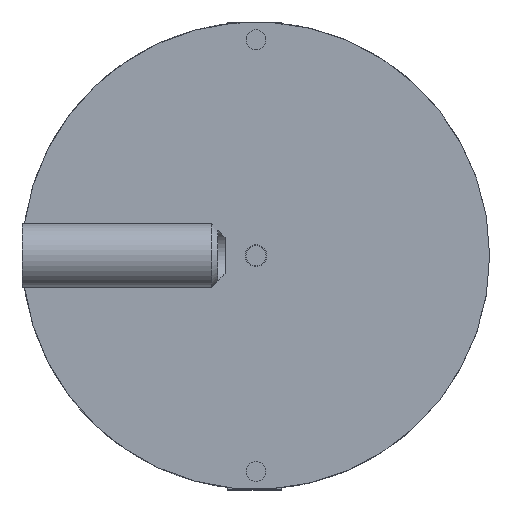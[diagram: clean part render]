
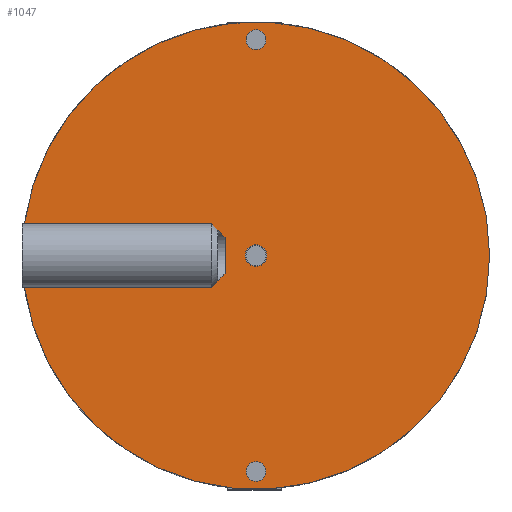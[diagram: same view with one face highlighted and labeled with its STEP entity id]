
A CAD part, top view. The second image highlights one B-rep face of the part: STEP entity #1047.
In plain terms, the highlighted planar face has unit normal (0, 0, 1).
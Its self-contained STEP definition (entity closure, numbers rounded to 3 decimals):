
#75=FACE_BOUND('',#204,.T.);
#76=FACE_BOUND('',#205,.T.);
#77=FACE_BOUND('',#206,.T.);
#101=PLANE('',#1121);
#138=FACE_OUTER_BOUND('',#203,.T.);
#203=EDGE_LOOP('',(#782,#783,#784,#785,#786,#787,#788));
#204=EDGE_LOOP('',(#789));
#205=EDGE_LOOP('',(#790));
#206=EDGE_LOOP('',(#791));
#268=LINE('',#1444,#347);
#273=LINE('',#1488,#352);
#277=LINE('',#1532,#356);
#284=LINE('',#1550,#363);
#286=LINE('',#1556,#365);
#347=VECTOR('',#1201,10.);
#352=VECTOR('',#1208,10.);
#356=VECTOR('',#1226,10.);
#363=VECTOR('',#1243,10.);
#365=VECTOR('',#1251,10.);
#433=CIRCLE('',#1122,92.399);
#434=CIRCLE('',#1123,92.399);
#435=CIRCLE('',#1124,3.94);
#436=CIRCLE('',#1125,4.3);
#437=CIRCLE('',#1126,3.94);
#466=VERTEX_POINT('',#1441);
#467=VERTEX_POINT('',#1443);
#472=VERTEX_POINT('',#1485);
#473=VERTEX_POINT('',#1487);
#478=VERTEX_POINT('',#1535);
#480=VERTEX_POINT('',#1541);
#484=VERTEX_POINT('',#1560);
#485=VERTEX_POINT('',#1563);
#486=VERTEX_POINT('',#1565);
#487=VERTEX_POINT('',#1567);
#566=EDGE_CURVE('',#466,#467,#268,.F.);
#573=EDGE_CURVE('',#472,#473,#273,.F.);
#583=EDGE_CURVE('',#466,#473,#277,.T.);
#592=EDGE_CURVE('',#472,#478,#284,.T.);
#595=EDGE_CURVE('',#480,#467,#286,.T.);
#597=EDGE_CURVE('',#478,#484,#433,.T.);
#598=EDGE_CURVE('',#484,#480,#434,.T.);
#599=EDGE_CURVE('',#485,#485,#435,.T.);
#600=EDGE_CURVE('',#486,#486,#436,.T.);
#601=EDGE_CURVE('',#487,#487,#437,.T.);
#782=ORIENTED_EDGE('',*,*,#595,.T.);
#783=ORIENTED_EDGE('',*,*,#566,.F.);
#784=ORIENTED_EDGE('',*,*,#583,.T.);
#785=ORIENTED_EDGE('',*,*,#573,.F.);
#786=ORIENTED_EDGE('',*,*,#592,.T.);
#787=ORIENTED_EDGE('',*,*,#597,.T.);
#788=ORIENTED_EDGE('',*,*,#598,.T.);
#789=ORIENTED_EDGE('',*,*,#599,.T.);
#790=ORIENTED_EDGE('',*,*,#600,.T.);
#791=ORIENTED_EDGE('',*,*,#601,.T.);
#1047=ADVANCED_FACE('',(#138,#75,#76,#77),#101,.F.);
#1121=AXIS2_PLACEMENT_3D('',#1559,#1255,#1256);
#1122=AXIS2_PLACEMENT_3D('',#1561,#1257,#1258);
#1123=AXIS2_PLACEMENT_3D('',#1562,#1259,#1260);
#1124=AXIS2_PLACEMENT_3D('',#1564,#1261,#1262);
#1125=AXIS2_PLACEMENT_3D('',#1566,#1263,#1264);
#1126=AXIS2_PLACEMENT_3D('',#1568,#1265,#1266);
#1201=DIRECTION('',(0.707,-0.707,0.));
#1208=DIRECTION('',(-0.707,-0.707,0.));
#1226=DIRECTION('',(0.,-1.,0.));
#1243=DIRECTION('',(-1.,0.,0.));
#1251=DIRECTION('',(1.,0.,0.));
#1255=DIRECTION('center_axis',(0.,0.,
-1.));
#1256=DIRECTION('ref_axis',(-1.,0.,0.));
#1257=DIRECTION('center_axis',(0.,0.,
1.));
#1258=DIRECTION('ref_axis',(-1.,0.,0.));
#1259=DIRECTION('center_axis',(0.,0.,
1.));
#1260=DIRECTION('ref_axis',(-1.,0.,0.));
#1261=DIRECTION('center_axis',(0.,0.,
-1.));
#1262=DIRECTION('ref_axis',(-1.,0.,0.));
#1263=DIRECTION('center_axis',(0.,0.,
-1.));
#1264=DIRECTION('ref_axis',(-1.,0.,0.));
#1265=DIRECTION('center_axis',(0.,0.,
-1.));
#1266=DIRECTION('ref_axis',(-1.,0.,0.));
#1441=CARTESIAN_POINT('',(-12.247,7.173,160.));
#1443=CARTESIAN_POINT('',(-17.574,12.5,160.));
#1444=CARTESIAN_POINT('',(-8.724,3.65,160.));
#1485=CARTESIAN_POINT('',(-17.574,-12.5,160.));
#1487=CARTESIAN_POINT('',(-12.247,-7.173,160.));
#1488=CARTESIAN_POINT('',(-8.724,-3.65,160.));
#1532=CARTESIAN_POINT('',(-12.247,0.,160.));
#1535=CARTESIAN_POINT('',(-91.549,-12.5,160.));
#1541=CARTESIAN_POINT('',(-91.549,12.5,160.));
#1550=CARTESIAN_POINT('',(-46.199,-12.5,160.));
#1556=CARTESIAN_POINT('',(-46.199,12.5,160.));
#1559=CARTESIAN_POINT('Origin',(0.,0.,
160.));
#1560=CARTESIAN_POINT('',(92.399,0.,160.));
#1561=CARTESIAN_POINT('Origin',(0.,0.,
160.));
#1562=CARTESIAN_POINT('Origin',(0.,0.,
160.));
#1563=CARTESIAN_POINT('',(3.94,-85.384,160.));
#1564=CARTESIAN_POINT('Origin',(0.,-85.384,160.));
#1565=CARTESIAN_POINT('',(4.3,0.,160.));
#1566=CARTESIAN_POINT('Origin',(0.,0.,
160.));
#1567=CARTESIAN_POINT('',(3.94,85.384,160.));
#1568=CARTESIAN_POINT('Origin',(0.,85.384,160.));
